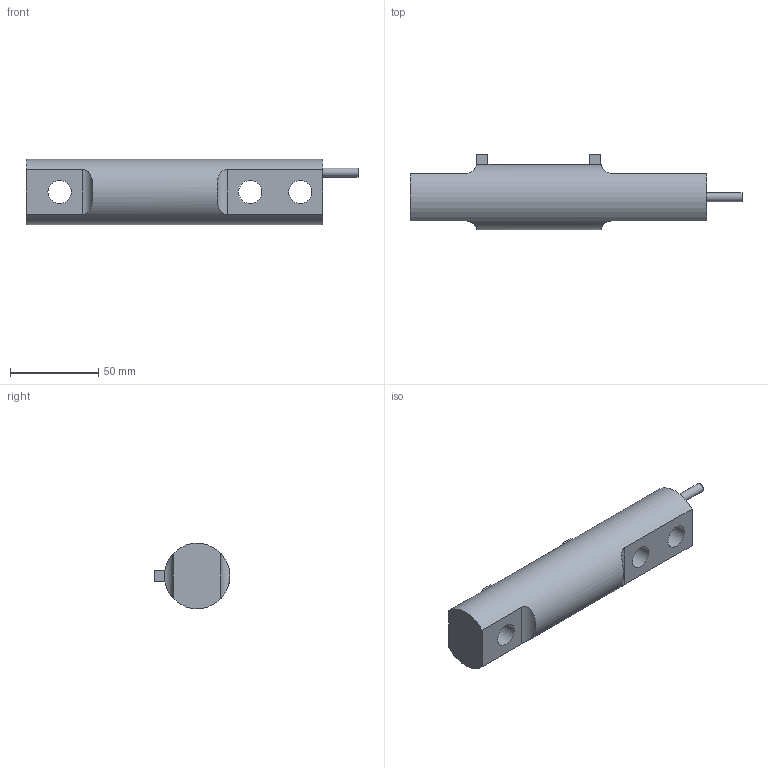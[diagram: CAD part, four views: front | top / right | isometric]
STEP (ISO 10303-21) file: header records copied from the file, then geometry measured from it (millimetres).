
FILE_DESCRIPTION(/* description */ (''),/* implementation_level */ '2;1');
FILE_NAME(/* name */ '563SHBB-(200-1000)lb v2.step',/* time_stamp */ '2020-02-04T15:28:39-08:00',/* author */ (''),/* organization */ (''),/* preprocessor_version */ 'ST-DEVELOPER v18',/* originating_system */ 'Autodesk Translation Framework v8.12.0.6',/* authorisation */ '');
FILE_SCHEMA (('AUTOMOTIVE_DESIGN { 1 0 10303 214 3 1 1 }'));
Length unit declared in the file: inch
Products named in the file (1): 563SHBB-(200-1000)lb
Bounding box: 188.15 x 42.93 x 37.08 mm (x, y, z)
Volume: 154697.2 mm3; surface area: 24213.8 mm2
Topology: 1 solids, 1 shells, 26 faces, 67 edges, 46 vertices
Faces by surface type: plane 17, cylinder 9
Full cylindrical faces by diameter (mm): 5.1 x1, 13.208 x3, 37.084 x1
Entity records: 936 total; most frequent: CARTESIAN_POINT 244, ORIENTED_EDGE 134, DIRECTION 131, EDGE_CURVE 67, VERTEX_POINT 46, AXIS2_PLACEMENT_3D 45, LINE 41, VECTOR 41
